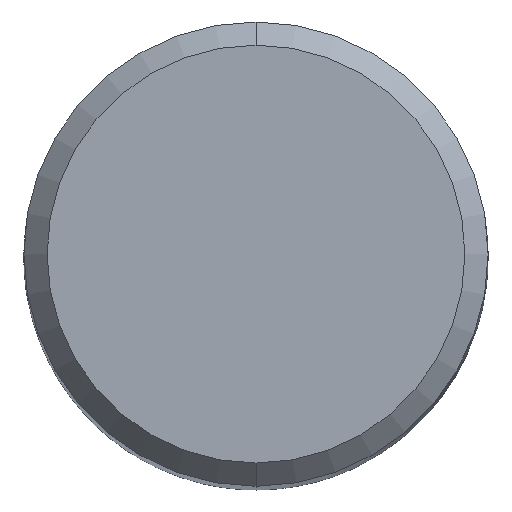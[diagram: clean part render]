
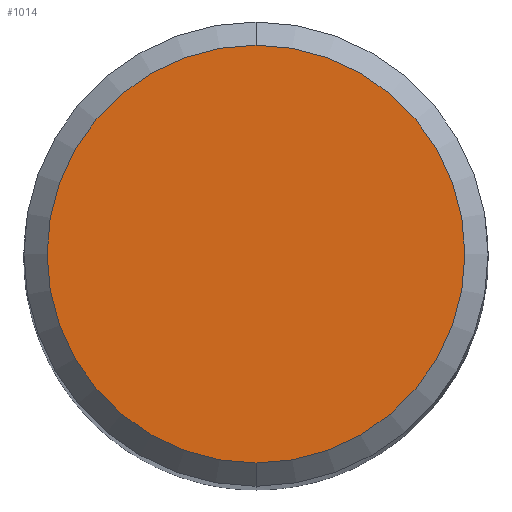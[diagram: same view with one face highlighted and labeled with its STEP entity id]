
A CAD part, top view. The second image highlights one B-rep face of the part: STEP entity #1014.
In plain terms, the highlighted planar face has unit normal (0, 0, 1).
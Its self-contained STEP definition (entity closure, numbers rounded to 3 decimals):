
#402=EDGE_CURVE('',#598,#504,#1117,.T.);
#504=VERTEX_POINT('',#1229);
#598=VERTEX_POINT('',#1331);
#1014=ADVANCED_FACE('',(#1788),#1789,.T.);
#1070=EDGE_CURVE('',#504,#598,#1846,.T.);
#1117=CIRCLE('',#1925,4.5);
#1229=CARTESIAN_POINT('',(0.,-4.5,0.0));
#1331=CARTESIAN_POINT('',(0.0,4.5,0.0));
#1788=FACE_OUTER_BOUND('',#5184,.T.);
#1789=PLANE('',#5185);
#1846=CIRCLE('',#5364,4.5);
#1925=AXIS2_PLACEMENT_3D('',#5390,#5391,#5392);
#5184=EDGE_LOOP('',(#6163,#6164));
#5185=AXIS2_PLACEMENT_3D('',#6165,#6166,#6167);
#5364=AXIS2_PLACEMENT_3D('',#6191,#6192,#6193);
#5390=CARTESIAN_POINT('',(0.0,0.0,0.0));
#5391=DIRECTION('',(0.0,0.0,-1.0));
#5392=DIRECTION('',(0.0,1.0,0.0));
#6163=ORIENTED_EDGE('',*,*,#402,.F.);
#6164=ORIENTED_EDGE('',*,*,#1070,.F.);
#6165=CARTESIAN_POINT('',(0.0,2.25,0.0));
#6166=DIRECTION('',(-0.0,0.0,1.0));
#6167=DIRECTION('',(0.0,-1.0,0.0));
#6191=CARTESIAN_POINT('',(0.0,0.0,0.0));
#6192=DIRECTION('',(0.0,0.0,-1.0));
#6193=DIRECTION('',(0.0,1.0,0.0));
